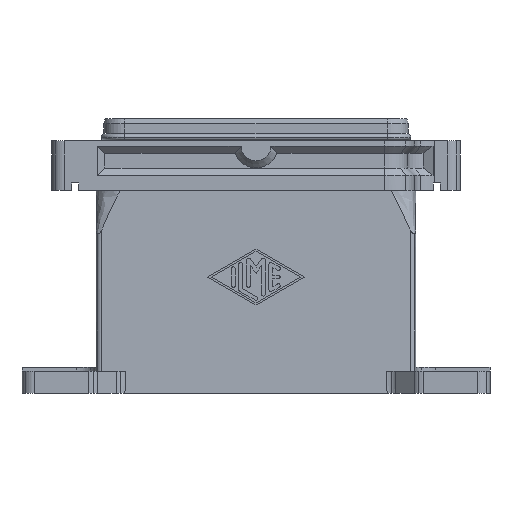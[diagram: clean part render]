
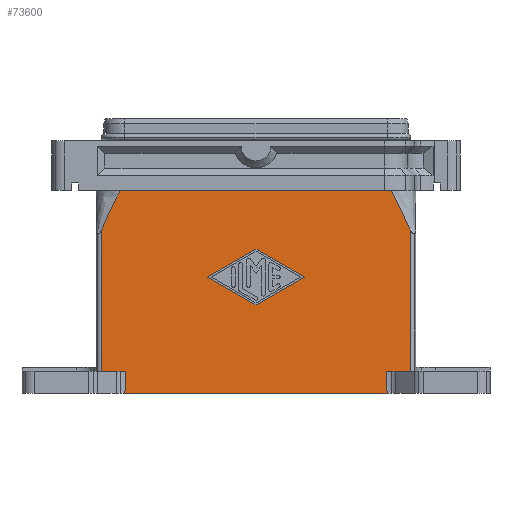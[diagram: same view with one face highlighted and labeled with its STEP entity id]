
A CAD part, front view. The second image highlights one B-rep face of the part: STEP entity #73600.
In plain terms, the highlighted planar face has unit normal (0, -1, 0.024).
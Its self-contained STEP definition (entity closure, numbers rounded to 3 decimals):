
#28650=CARTESIAN_POINT('',(-62.5,-28.4,
-16.415));
#28660=VERTEX_POINT('',#28650);
#28710=CARTESIAN_POINT('',(-62.5,-29.78,-73.));
#28720=DIRECTION('',(0.,0.024,1.));
#28730=VECTOR('',#28720,56.602);
#28740=LINE('',#28710,#28730);
#28750=CARTESIAN_POINT('',(-62.5,-29.78,-73.));
#28760=VERTEX_POINT('',#28750);
#28770=EDGE_CURVE('',#28760,#28660,#28740,.T.);
#40180=CARTESIAN_POINT('',(52.927,-30.,-82.));
#40190=VERTEX_POINT('',#40180);
#40240=CARTESIAN_POINT('',(52.708,-29.78,-73.));
#40250=DIRECTION('',(0.024,-0.024,
-0.999));
#40260=VECTOR('',#40250,9.005);
#40270=LINE('',#40240,#40260);
#40280=CARTESIAN_POINT('',(52.708,-29.78,-73.));
#40290=VERTEX_POINT('',#40280);
#40300=EDGE_CURVE('',#40290,#40190,#40270,.T.);
#41160=CARTESIAN_POINT('',(-52.708,-29.78,-73.));
#41170=VERTEX_POINT('',#41160);
#41220=CARTESIAN_POINT('',(-52.927,-30.,-82.));
#41230=DIRECTION('',(0.024,0.024,
0.999));
#41240=VECTOR('',#41230,9.005);
#41250=LINE('',#41220,#41240);
#41260=CARTESIAN_POINT('',(-52.927,-30.,-82.));
#41270=VERTEX_POINT('',#41260);
#41280=EDGE_CURVE('',#41270,#41170,#41250,.T.);
#62500=CARTESIAN_POINT('',(19.5,-28.854,-35.));
#62510=VERTEX_POINT('',#62500);
#62680=CARTESIAN_POINT('',(0.,-28.579,-23.75));
#62690=VERTEX_POINT('',#62680);
#62720=CARTESIAN_POINT('',(0.,-28.579,-23.75));
#62730=DIRECTION('',(0.866,-0.012,
-0.5));
#62740=VECTOR('',#62730,22.514);
#62750=LINE('',#62720,#62740);
#62760=EDGE_CURVE('',#62690,#62510,#62750,.T.);
#62970=CARTESIAN_POINT('',(0.,-29.128,-46.25));
#62980=VERTEX_POINT('',#62970);
#63100=CARTESIAN_POINT('',(19.5,-28.854,-35.));
#63110=DIRECTION('',(-0.866,-0.012,
-0.5));
#63120=VECTOR('',#63110,22.514);
#63130=LINE('',#63100,#63120);
#63140=EDGE_CURVE('',#62510,#62980,#63130,.T.);
#64020=CARTESIAN_POINT('',(-19.5,-28.854,-35.));
#64030=VERTEX_POINT('',#64020);
#64150=CARTESIAN_POINT('',(0.,-29.128,-46.25));
#64160=DIRECTION('',(-0.866,0.012,
0.5));
#64170=VECTOR('',#64160,22.514);
#64180=LINE('',#64150,#64170);
#64190=EDGE_CURVE('',#62980,#64030,#64180,.T.);
#64440=CARTESIAN_POINT('',(-19.5,-28.854,-35.));
#64450=DIRECTION('',(0.866,0.012,
0.5));
#64460=VECTOR('',#64450,22.514);
#64470=LINE('',#64440,#64460);
#64480=EDGE_CURVE('',#64030,#62690,#64470,.T.);
#72700=CARTESIAN_POINT('',(64.5,-30.,-82.));
#72710=DIRECTION('',(0.,1.,-0.024));
#72720=DIRECTION('',(0.,0.024,1.));
#72730=AXIS2_PLACEMENT_3D('',#72700,#72710,#72720);
#72740=PLANE('',#72730);
#72750=CARTESIAN_POINT('',(-52.708,-29.78,-73.));
#72760=DIRECTION('',(-1.,0.,0.));
#72770=VECTOR('',#72760,9.792);
#72780=LINE('',#72750,#72770);
#72790=EDGE_CURVE('',#41170,#28760,#72780,.T.);
#72800=ORIENTED_EDGE('',*,*,#72790,.F.);
#72810=ORIENTED_EDGE('',*,*,#28770,.F.);
#72820=CARTESIAN_POINT('',(-54.5,-28.,0.));
#72830=CARTESIAN_POINT('',(-54.508,-28.,0.));
#72840=CARTESIAN_POINT('',(-54.516,-28.,
-0.002));
#72850=CARTESIAN_POINT('',(-54.538,-28.,
-0.009));
#72860=CARTESIAN_POINT('',(-54.554,-28.,
-0.018));
#72870=CARTESIAN_POINT('',(-54.613,-28.001,
-0.059));
#72880=CARTESIAN_POINT('',(-54.662,-28.003,
-0.111));
#72890=CARTESIAN_POINT('',(-54.842,-28.008,
-0.323));
#72900=CARTESIAN_POINT('',(-55.01,-28.014,
-0.58));
#72910=CARTESIAN_POINT('',(-55.739,-28.043,
-1.754));
#72920=CARTESIAN_POINT('',(-56.517,-28.08,
-3.28));
#72930=CARTESIAN_POINT('',(-58.662,-28.184,
-7.543));
#72940=CARTESIAN_POINT('',(-60.873,-28.303,
-12.44));
#72950=CARTESIAN_POINT('',(-62.5,-28.4,
-16.415));
#72960=B_SPLINE_CURVE_WITH_KNOTS('',3,(#72820,#72830,#72840,#72850,
#72860,#72870,#72880,#72890,#72900,#72910,#72920,#72930,#72940,#72950),
.UNSPECIFIED.,.F.,.F.,(4,2,2,2,2,2,4),(0.,0.002,
0.007,0.022,0.07,0.286,
1.294),.UNSPECIFIED.);
#72970=CARTESIAN_POINT('',(-54.5,-28.,0.));
#72980=VERTEX_POINT('',#72970);
#72990=EDGE_CURVE('',#72980,#28660,#72960,.T.);
#73000=ORIENTED_EDGE('',*,*,#72990,.T.);
#73010=CARTESIAN_POINT('',(-54.5,-28.,0.));
#73020=DIRECTION('',(1.,0.,0.));
#73030=VECTOR('',#73020,109.);
#73040=LINE('',#73010,#73030);
#73050=CARTESIAN_POINT('',(54.5,-28.,0.));
#73060=VERTEX_POINT('',#73050);
#73070=EDGE_CURVE('',#72980,#73060,#73040,.T.);
#73080=ORIENTED_EDGE('',*,*,#73070,.F.);
#73090=CARTESIAN_POINT('',(62.5,-28.4,
-16.415));
#73100=CARTESIAN_POINT('',(62.21,-28.383,
-15.705));
#73110=CARTESIAN_POINT('',(61.912,-28.366,
-14.993));
#73120=CARTESIAN_POINT('',(60.62,-28.292,
-11.958));
#73130=CARTESIAN_POINT('',(59.495,-28.23,
-9.446));
#73140=CARTESIAN_POINT('',(56.993,-28.101,
-4.147));
#73150=CARTESIAN_POINT('',(55.78,-28.044,
-1.794));
#73160=CARTESIAN_POINT('',(54.949,-28.012,
-0.487));
#73170=CARTESIAN_POINT('',(54.76,-28.005,
-0.204));
#73180=CARTESIAN_POINT('',(54.598,-28.001,
-0.05));
#73190=CARTESIAN_POINT('',(54.572,-28.001,
-0.029));
#73200=CARTESIAN_POINT('',(54.539,-28.,
-0.01));
#73210=CARTESIAN_POINT('',(54.529,-28.,
-0.006));
#73220=CARTESIAN_POINT('',(54.514,-28.,
-0.001));
#73230=CARTESIAN_POINT('',(54.507,-28.,0.));
#73240=CARTESIAN_POINT('',(54.5,-28.,0.));
#73250=B_SPLINE_CURVE_WITH_KNOTS('',3,(#73090,#73100,#73110,#73120,
#73130,#73140,#73150,#73160,#73170,#73180,#73190,#73200,#73210,#73220,
#73230,#73240),.UNSPECIFIED.,.F.,.F.,(4,2,2,2,2,2,2,4),(0.168
,0.391,1.152,2.143,2.322,
2.353,2.363,2.37),.UNSPECIFIED.);
#73260=CARTESIAN_POINT('',(62.5,-28.4,
-16.415));
#73270=VERTEX_POINT('',#73260);
#73280=EDGE_CURVE('',#73270,#73060,#73250,.T.);
#73290=ORIENTED_EDGE('',*,*,#73280,.T.);
#73300=CARTESIAN_POINT('',(62.5,-28.4,
-16.415));
#73310=DIRECTION('',(0.,-0.024,-1.))
;
#73320=VECTOR('',#73310,56.602);
#73330=LINE('',#73300,#73320);
#73340=CARTESIAN_POINT('',(62.5,-29.78,-73.));
#73350=VERTEX_POINT('',#73340);
#73360=EDGE_CURVE('',#73270,#73350,#73330,.T.);
#73370=ORIENTED_EDGE('',*,*,#73360,.F.);
#73380=CARTESIAN_POINT('',(52.708,-29.78,-73.));
#73390=DIRECTION('',(1.,0.,0.));
#73400=VECTOR('',#73390,9.792);
#73410=LINE('',#73380,#73400);
#73420=EDGE_CURVE('',#40290,#73350,#73410,.T.);
#73430=ORIENTED_EDGE('',*,*,#73420,.T.);
#73440=ORIENTED_EDGE('',*,*,#40300,.F.);
#73450=CARTESIAN_POINT('',(52.927,-30.,-82.));
#73460=DIRECTION('',(-1.,0.,0.));
#73470=VECTOR('',#73460,105.855);
#73480=LINE('',#73450,#73470);
#73490=EDGE_CURVE('',#40190,#41270,#73480,.T.);
#73500=ORIENTED_EDGE('',*,*,#73490,.F.);
#73510=ORIENTED_EDGE('',*,*,#41280,.F.);
#73520=EDGE_LOOP('',(#73510,#73500,#73440,#73430,#73370,#73290,#73080,
#73000,#72810,#72800));
#73530=FACE_OUTER_BOUND('',#73520,.T.);
#73540=ORIENTED_EDGE('',*,*,#63140,.T.);
#73550=ORIENTED_EDGE('',*,*,#62760,.T.);
#73560=ORIENTED_EDGE('',*,*,#64480,.T.);
#73570=ORIENTED_EDGE('',*,*,#64190,.T.);
#73580=EDGE_LOOP('',(#73570,#73560,#73550,#73540));
#73590=FACE_BOUND('',#73580,.T.);
#73600=ADVANCED_FACE('',(#73530,#73590),#72740,.F.);
